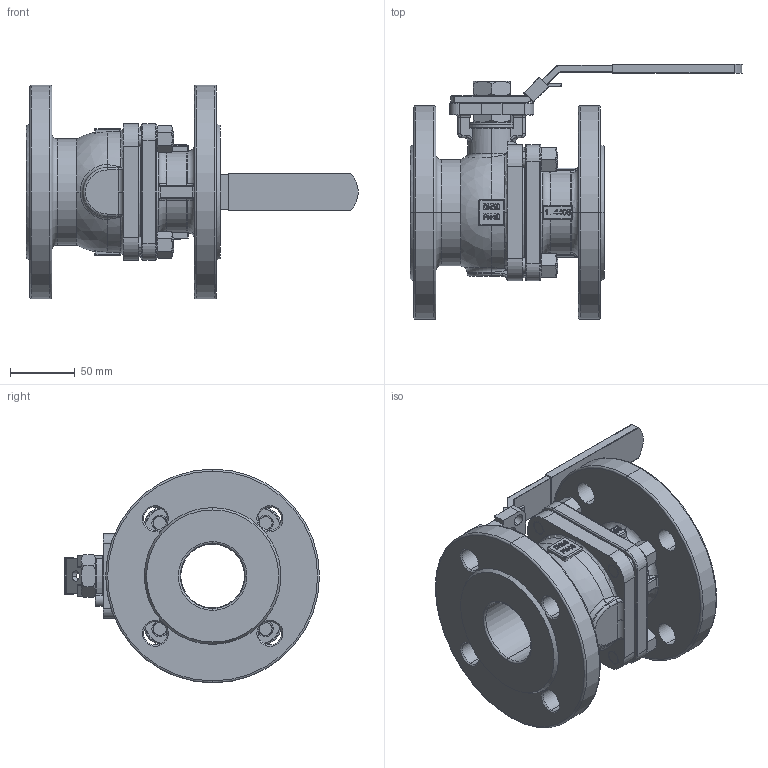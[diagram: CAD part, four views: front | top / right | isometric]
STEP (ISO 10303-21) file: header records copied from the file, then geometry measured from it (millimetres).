
FILE_DESCRIPTION (( 'STEP AP203' ), '1' );
FILE_NAME ('DN50 PN10-40 KV-L6N 蚾饜芞.STEP', '2017-02-23T01:47:07', ( 'XiTongTianDi' ), ( 'XiTongTianDi.Com' ), 'SwSTEP 2.0', 'SolidWorks 2013', '' );
FILE_SCHEMA (( 'CONFIG_CONTROL_DESIGN' ));
Length unit declared in the file: millimetre
Products named in the file (14): M12X39邧芛蹟邡; DN50 PN40 KV-L6N概裔; hexagon nuts grade c gb_GB_FASTENER_NUT_SNC1 M12-N; 概裝KV-L41+O-Ring; socket head cap screw_iso_ISO 4762 M6 x 16 --- 16N; 跡鰍; hex nut gradec_iso_Hexagon Nut ISO - 4034 - M6 - N; 評倛粟え; DN50 PN10-40 KV-L6N 蚾饜芞; hex jam nut_ai_HJNUT 0.7500-16-D-N; 滅侂菜え; 方口垫圈; 忒梟; DN50 PN40 KV-L6N概极
Assembly tree (21 placements, depth 2):
  DN50 PN10-40 KV-L6N 蚾饜芞
    DN50 PN40 KV-L6N概极
    DN50 PN40 KV-L6N概裔
    概裝KV-L41+O-Ring
    跡鰍
    評倛粟え  x2
    hex jam nut_ai_HJNUT 0.7500-16-D-N  x2
    滅侂菜え
    方口垫圈
    忒梟
    M12X39邧芛蹟邡  x4
    hexagon nuts grade c gb_GB_FASTENER_NUT_SNC1 M12-N  x4
    socket head cap screw_iso_ISO 4762 M6 x 16 --- 16N
    hex nut gradec_iso_Hexagon Nut ISO - 4034 - M6 - N
Bounding box: 256.2 x 196.83 x 165 mm (x, y, z)
Volume: 1315963.3 mm3; surface area: 248653.7 mm2
Topology: 22 solids, 22 shells, 1171 faces, 2906 edges, 1800 vertices
Faces by surface type: plane 527, cylinder 283, cone 138, torus 99, bspline 96, sphere 28
Entity records: 43535 total; most frequent: CARTESIAN_POINT 16624, ORIENTED_EDGE 5336, DIRECTION 5087, EDGE_CURVE 2668, AXIS2_PLACEMENT_3D 1809, VERTEX_POINT 1670, VECTOR 1469, LINE 1469
